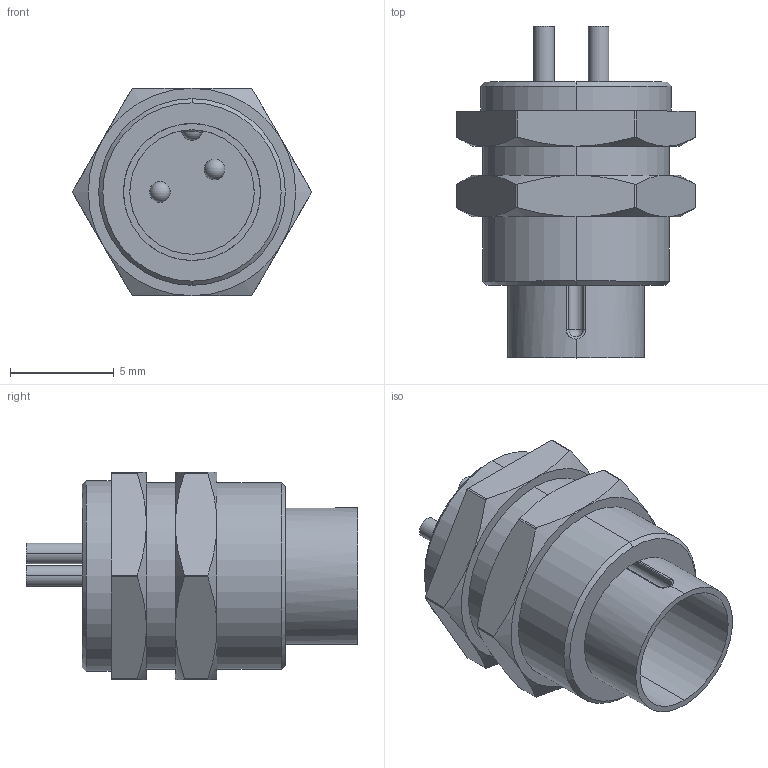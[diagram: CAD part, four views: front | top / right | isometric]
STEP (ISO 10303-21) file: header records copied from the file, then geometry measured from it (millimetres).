
FILE_DESCRIPTION((''),'2;1');
FILE_NAME('09-0073-00-02.stp','2005-07-06T11:29:47',('Kramp'),(''),'Autodesk Inventor 7','Autodesk Inventor 7','');
FILE_SCHEMA(('AUTOMOTIVE_DESIGN { 1 0 10303 214 1 1 1 1 }'));
Length unit declared in the file: millimetre
Products named in the file (1): 09-0073-00-02
Bounding box: 11.5 x 16 x 10 mm (x, y, z)
Volume: 556.3 mm3; surface area: 848.7 mm2
Topology: 1 solids, 1 shells, 114 faces, 275 edges, 170 vertices
Faces by surface type: cylinder 53, plane 28, cone 26, bspline 4, sphere 3
Entity records: 3465 total; most frequent: CARTESIAN_POINT 895, DIRECTION 564, ORIENTED_EDGE 522, EDGE_CURVE 261, AXIS2_PLACEMENT_3D 238, VERTEX_POINT 163, EDGE_LOOP 128, CIRCLE 127
